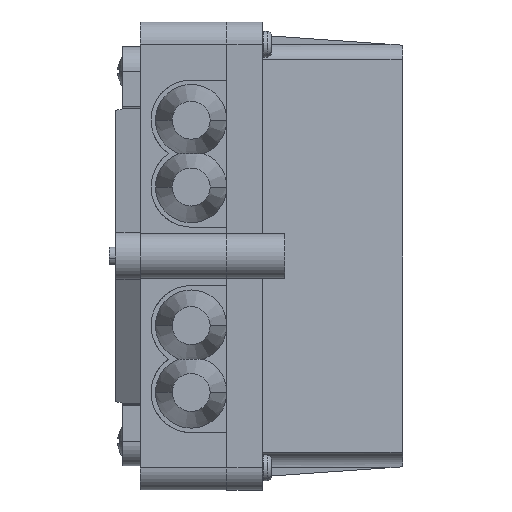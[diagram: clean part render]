
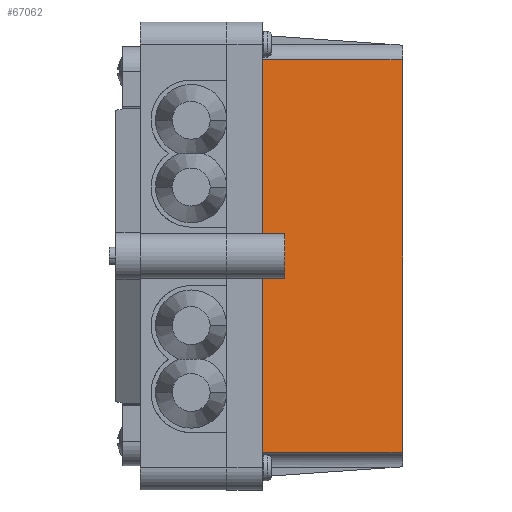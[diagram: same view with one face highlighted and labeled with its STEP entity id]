
A CAD part, front view. The second image highlights one B-rep face of the part: STEP entity #67062.
In plain terms, the highlighted face is planar.
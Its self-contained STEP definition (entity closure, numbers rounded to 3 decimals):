
#411 =( BOUNDED_CURVE ( )  B_SPLINE_CURVE ( 3, ( #102436, #14508, #84826, #111196 ),
 .UNSPECIFIED., .F., .F. ) 
 B_SPLINE_CURVE_WITH_KNOTS ( ( 4, 4 ),
 ( 4.654, 4.712 ),
 .UNSPECIFIED. ) 
 CURVE ( )  GEOMETRIC_REPRESENTATION_ITEM ( )  RATIONAL_B_SPLINE_CURVE ( ( 1., 1., 1., 1. ) ) 
 REPRESENTATION_ITEM ( '' )  );
#2654 = VERTEX_POINT ( 'NONE', #79395 ) ;
#3159 = EDGE_CURVE ( 'NONE', #49766, #66531, #51605, .T. ) ;
#3541 = CARTESIAN_POINT ( 'NONE',  ( -43.177, -21.762, 31.5 ) ) ;
#3885 = VECTOR ( 'NONE', #90832, 1000. ) ;
#6602 = CARTESIAN_POINT ( 'NONE',  ( 44.829, -21.762, 31.5 ) ) ;
#9742 = CARTESIAN_POINT ( 'NONE',  ( 44.835, -21.762, 31.5 ) ) ;
#10111 = DIRECTION ( 'NONE',  ( -1., 0., 0. ) ) ;
#11496 = LINE ( 'NONE', #57012, #75706 ) ;
#12098 = CARTESIAN_POINT ( 'NONE',  ( 48.127, -21.762, 31.5 ) ) ;
#13515 = DIRECTION ( 'NONE',  ( 0., 0.07, 0.998 ) ) ;
#14508 = CARTESIAN_POINT ( 'NONE',  ( -43.173, -21.829, 30.535 ) ) ;
#15242 = VECTOR ( 'NONE', #10111, 1000. ) ;
#15378 = DIRECTION ( 'NONE',  ( 0., 0.07, 0.998 ) ) ;
#19685 = CARTESIAN_POINT ( 'NONE',  ( -46.468, -23.964, 0. ) ) ;
#24850 = VECTOR ( 'NONE', #41666, 1000. ) ;
#27025 = LINE ( 'NONE', #12098, #3885 ) ;
#27781 = VERTEX_POINT ( 'NONE', #109450 ) ;
#27934 = ORIENTED_EDGE ( 'NONE', *, *, #96930, .F. ) ;
#30736 = ORIENTED_EDGE ( 'NONE', *, *, #76065, .T. ) ;
#30805 = ORIENTED_EDGE ( 'NONE', *, *, #64684, .T. ) ;
#32593 = ORIENTED_EDGE ( 'NONE', *, *, #53273, .F. ) ;
#34452 = ORIENTED_EDGE ( 'NONE', *, *, #44216, .T. ) ;
#34666 = CARTESIAN_POINT ( 'NONE',  ( -43.171, -23.954, 0.153 ) ) ;
#35490 = CARTESIAN_POINT ( 'NONE',  ( 48.127, -21.762, 31.5 ) ) ;
#37653 = VECTOR ( 'NONE', #15378, 1000. ) ;
#38091 = EDGE_CURVE ( 'NONE', #66531, #78509, #71297, .T. ) ;
#41666 = DIRECTION ( 'NONE',  ( 1., 0., 0. ) ) ;
#43465 = CARTESIAN_POINT ( 'NONE',  ( -43.171, -21.964, 28.601 ) ) ;
#44216 = EDGE_CURVE ( 'NONE', #2654, #74670, #85028, .T. ) ;
#44338 = DIRECTION ( 'NONE',  ( 0., -0.998, 0.07 ) ) ;
#44387 = ORIENTED_EDGE ( 'NONE', *, *, #38091, .T. ) ;
#44435 = CARTESIAN_POINT ( 'NONE',  ( 44.829, -21.897, 29.568 ) ) ;
#48802 = CARTESIAN_POINT ( 'NONE',  ( -46.468, -23.964, 0. ) ) ;
#49692 = EDGE_LOOP ( 'NONE', ( #103347, #30736, #34452, #77583, #30805, #27934, #32593, #77506, #44387, #66240 ) ) ;
#49766 = VERTEX_POINT ( 'NONE', #68089 ) ;
#51605 = LINE ( 'NONE', #83208, #72133 ) ;
#53273 = EDGE_CURVE ( 'NONE', #49766, #27781, #64452, .T. ) ;
#57012 = CARTESIAN_POINT ( 'NONE',  ( 5.829, -21.762, 31.5 ) ) ;
#62039 = CARTESIAN_POINT ( 'NONE',  ( 44.831, -21.829, 30.535 ) ) ;
#64452 = LINE ( 'NONE', #19685, #15242 ) ;
#64684 = EDGE_CURVE ( 'NONE', #78951, #85759, #411, .T. ) ;
#65736 = VECTOR ( 'NONE', #95585, 1000. ) ;
#66240 = ORIENTED_EDGE ( 'NONE', *, *, #107126, .F. ) ;
#66531 = VERTEX_POINT ( 'NONE', #105278 ) ;
#67062 = ADVANCED_FACE ( 'NONE', ( #106955 ), #96798, .T. ) ;
#68089 = CARTESIAN_POINT ( 'NONE',  ( -4.171, -23.964, 0. ) ) ;
#68257 = VECTOR ( 'NONE', #92846, 1000. ) ;
#68470 = LINE ( 'NONE', #34666, #65736 ) ;
#70283 = CARTESIAN_POINT ( 'NONE',  ( 5.829, -23.964, 0. ) ) ;
#71297 = LINE ( 'NONE', #94128, #24850 ) ;
#72133 = VECTOR ( 'NONE', #92770, 1000. ) ;
#73525 = CARTESIAN_POINT ( 'NONE',  ( 5.829, -23.615, 5. ) ) ;
#74670 = VERTEX_POINT ( 'NONE', #75567 ) ;
#75567 = CARTESIAN_POINT ( 'NONE',  ( 44.835, -21.762, 31.5 ) ) ;
#75706 = VECTOR ( 'NONE', #13515, 1000. ) ;
#76065 = EDGE_CURVE ( 'NONE', #92549, #2654, #84247, .T. ) ;
#76322 = CARTESIAN_POINT ( 'NONE',  ( 44.829, -23.964, 0. ) ) ;
#77506 = ORIENTED_EDGE ( 'NONE', *, *, #3159, .T. ) ;
#77583 = ORIENTED_EDGE ( 'NONE', *, *, #102438, .F. ) ;
#78509 = VERTEX_POINT ( 'NONE', #73525 ) ;
#78951 = VERTEX_POINT ( 'NONE', #3541 ) ;
#79395 = CARTESIAN_POINT ( 'NONE',  ( 44.829, -21.964, 28.601 ) ) ;
#83208 = CARTESIAN_POINT ( 'NONE',  ( -4.171, -23.071, 12.769 ) ) ;
#84247 = LINE ( 'NONE', #6602, #37653 ) ;
#84826 = CARTESIAN_POINT ( 'NONE',  ( -43.171, -21.897, 29.568 ) ) ;
#85028 =( BOUNDED_CURVE ( )  B_SPLINE_CURVE ( 3, ( #105685, #44435, #62039, #9742 ),
 .UNSPECIFIED., .F., .F. ) 
 B_SPLINE_CURVE_WITH_KNOTS ( ( 4, 4 ),
 ( 1.571, 1.629 ),
 .UNSPECIFIED. ) 
 CURVE ( )  GEOMETRIC_REPRESENTATION_ITEM ( )  RATIONAL_B_SPLINE_CURVE ( ( 1., 1., 1., 1. ) ) 
 REPRESENTATION_ITEM ( '' )  );
#85759 = VERTEX_POINT ( 'NONE', #43465 ) ;
#90832 = DIRECTION ( 'NONE',  ( 1., 0., 0. ) ) ;
#92173 = VERTEX_POINT ( 'NONE', #70283 ) ;
#92549 = VERTEX_POINT ( 'NONE', #76322 ) ;
#92770 = DIRECTION ( 'NONE',  ( 0., 0.07, 0.998 ) ) ;
#92846 = DIRECTION ( 'NONE',  ( -1., 0., 0. ) ) ;
#94128 = CARTESIAN_POINT ( 'NONE',  ( 48.127, -23.615, 5. ) ) ;
#95585 = DIRECTION ( 'NONE',  ( 0., 0.07, 0.998 ) ) ;
#96798 = PLANE ( 'NONE',  #110336 ) ;
#96930 = EDGE_CURVE ( 'NONE', #27781, #85759, #68470, .T. ) ;
#97083 = LINE ( 'NONE', #48802, #68257 ) ;
#102096 = EDGE_CURVE ( 'NONE', #92549, #92173, #97083, .T. ) ;
#102436 = CARTESIAN_POINT ( 'NONE',  ( -43.177, -21.762, 31.5 ) ) ;
#102438 = EDGE_CURVE ( 'NONE', #78951, #74670, #27025, .T. ) ;
#103347 = ORIENTED_EDGE ( 'NONE', *, *, #102096, .F. ) ;
#105278 = CARTESIAN_POINT ( 'NONE',  ( -4.171, -23.615, 5. ) ) ;
#105571 = DIRECTION ( 'NONE',  ( 0., -0.07, -0.998 ) ) ;
#105685 = CARTESIAN_POINT ( 'NONE',  ( 44.829, -21.964, 28.601 ) ) ;
#106955 = FACE_OUTER_BOUND ( 'NONE', #49692, .T. ) ;
#107126 = EDGE_CURVE ( 'NONE', #92173, #78509, #11496, .T. ) ;
#109450 = CARTESIAN_POINT ( 'NONE',  ( -43.171, -23.964, 0. ) ) ;
#110336 = AXIS2_PLACEMENT_3D ( 'NONE', #35490, #44338, #105571 ) ;
#111196 = CARTESIAN_POINT ( 'NONE',  ( -43.171, -21.964, 28.601 ) ) ;
